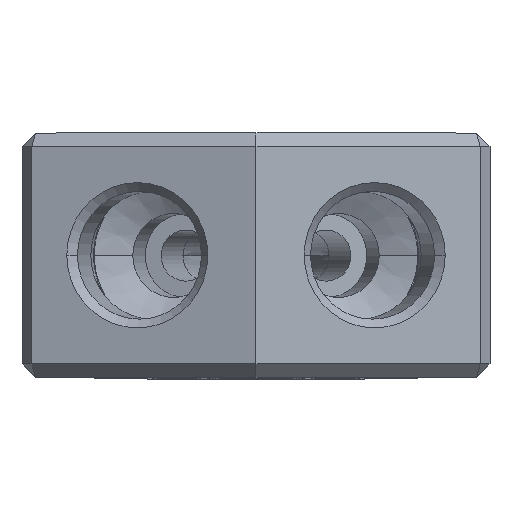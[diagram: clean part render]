
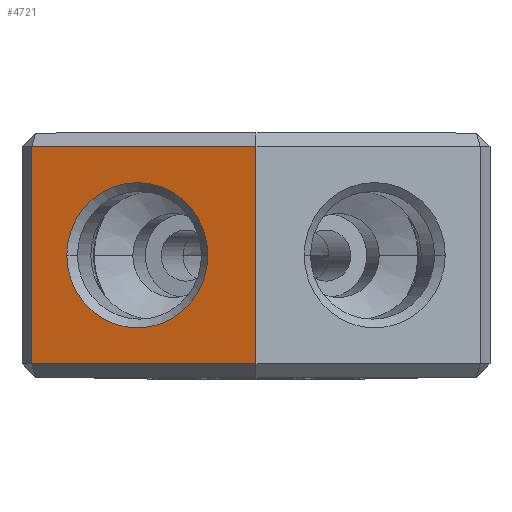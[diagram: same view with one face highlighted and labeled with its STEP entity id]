
A CAD part, top view. The second image highlights one B-rep face of the part: STEP entity #4721.
In plain terms, the highlighted planar face has unit normal (-0.242, 0, 0.97).
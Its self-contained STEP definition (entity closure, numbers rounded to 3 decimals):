
#2042 = PLANE('',#2043);
#2043 = AXIS2_PLACEMENT_3D('',#2044,#2045,#2046);
#2044 = CARTESIAN_POINT('',(0.091,-6.321,
    51.246));
#2045 = DIRECTION('',(0.171,0.707,-0.686));
#2046 = DIRECTION('',(-0.97,0.,-0.242)
  );
#3819 = VERTEX_POINT('',#3820);
#3820 = CARTESIAN_POINT('',(0.,-5.946,
    51.61));
#3843 = VERTEX_POINT('',#3844);
#3844 = CARTESIAN_POINT('',(-12.267,-5.946,
    48.552));
#3865 = EDGE_CURVE('',#3819,#3843,#3866,.T.);
#3866 = SURFACE_CURVE('',#3867,(#3871,#3878),.PCURVE_S1.);
#3867 = LINE('',#3868,#3869);
#3868 = CARTESIAN_POINT('',(0.,-5.946,
    51.61));
#3869 = VECTOR('',#3870,1.);
#3870 = DIRECTION('',(-0.97,0.,-0.242)
  );
#3871 = PCURVE('',#2042,#3872);
#3872 = DEFINITIONAL_REPRESENTATION('',(#3873),#3877);
#3873 = LINE('',#3874,#3875);
#3874 = CARTESIAN_POINT('',(0.,0.53));
#3875 = VECTOR('',#3876,1.);
#3876 = DIRECTION('',(1.,0.));
#3877 = ( GEOMETRIC_REPRESENTATION_CONTEXT(2) 
PARAMETRIC_REPRESENTATION_CONTEXT() REPRESENTATION_CONTEXT('2D SPACE',''
  ) );
#3878 = PCURVE('',#3879,#3884);
#3879 = PLANE('',#3880);
#3880 = AXIS2_PLACEMENT_3D('',#3881,#3882,#3883);
#3881 = CARTESIAN_POINT('',(-6.498,0.,
    49.99));
#3882 = DIRECTION('',(-0.242,0.,0.97));
#3883 = DIRECTION('',(0.97,0.,0.242));
#3884 = DEFINITIONAL_REPRESENTATION('',(#3885),#3889);
#3885 = LINE('',#3886,#3887);
#3886 = CARTESIAN_POINT('',(6.696,-5.946));
#3887 = VECTOR('',#3888,1.);
#3888 = DIRECTION('',(-1.,0.));
#3889 = ( GEOMETRIC_REPRESENTATION_CONTEXT(2) 
PARAMETRIC_REPRESENTATION_CONTEXT() REPRESENTATION_CONTEXT('2D SPACE',''
  ) );
#3933 = PLANE('',#3934);
#3934 = AXIS2_PLACEMENT_3D('',#3935,#3936,#3937);
#3935 = CARTESIAN_POINT('',(6.498,0.,
    49.99));
#3936 = DIRECTION('',(0.242,0.,0.97));
#3937 = DIRECTION('',(0.97,0.,-0.242));
#4570 = PLANE('',#4571);
#4571 = AXIS2_PLACEMENT_3D('',#4572,#4573,#4574);
#4572 = CARTESIAN_POINT('',(-12.541,6.696,
    48.097));
#4573 = DIRECTION('',(-0.857,0.,0.515));
#4574 = DIRECTION('',(0.,-1.,0.));
#4721 = ADVANCED_FACE('',(#4722,#4797),#3879,.T.);
#4722 = FACE_BOUND('',#4723,.T.);
#4723 = EDGE_LOOP('',(#4724,#4747,#4775,#4796));
#4724 = ORIENTED_EDGE('',*,*,#4725,.F.);
#4725 = EDGE_CURVE('',#4726,#3819,#4728,.T.);
#4726 = VERTEX_POINT('',#4727);
#4727 = CARTESIAN_POINT('',(0.,5.946,
    51.61));
#4728 = SURFACE_CURVE('',#4729,(#4733,#4740),.PCURVE_S1.);
#4729 = LINE('',#4730,#4731);
#4730 = CARTESIAN_POINT('',(0.,0.,51.61));
#4731 = VECTOR('',#4732,1.);
#4732 = DIRECTION('',(0.,-1.,0.));
#4733 = PCURVE('',#3879,#4734);
#4734 = DEFINITIONAL_REPRESENTATION('',(#4735),#4739);
#4735 = LINE('',#4736,#4737);
#4736 = CARTESIAN_POINT('',(6.696,0.));
#4737 = VECTOR('',#4738,1.);
#4738 = DIRECTION('',(0.,-1.));
#4739 = ( GEOMETRIC_REPRESENTATION_CONTEXT(2) 
PARAMETRIC_REPRESENTATION_CONTEXT() REPRESENTATION_CONTEXT('2D SPACE',''
  ) );
#4740 = PCURVE('',#3933,#4741);
#4741 = DEFINITIONAL_REPRESENTATION('',(#4742),#4746);
#4742 = LINE('',#4743,#4744);
#4743 = CARTESIAN_POINT('',(-6.696,0.));
#4744 = VECTOR('',#4745,1.);
#4745 = DIRECTION('',(0.,-1.));
#4746 = ( GEOMETRIC_REPRESENTATION_CONTEXT(2) 
PARAMETRIC_REPRESENTATION_CONTEXT() REPRESENTATION_CONTEXT('2D SPACE',''
  ) );
#4747 = ORIENTED_EDGE('',*,*,#4748,.T.);
#4748 = EDGE_CURVE('',#4726,#4749,#4751,.T.);
#4749 = VERTEX_POINT('',#4750);
#4750 = CARTESIAN_POINT('',(-12.267,5.946,
    48.552));
#4751 = SURFACE_CURVE('',#4752,(#4756,#4763),.PCURVE_S1.);
#4752 = LINE('',#4753,#4754);
#4753 = CARTESIAN_POINT('',(0.,5.946,
    51.61));
#4754 = VECTOR('',#4755,1.);
#4755 = DIRECTION('',(-0.97,0.,-0.242)
  );
#4756 = PCURVE('',#3879,#4757);
#4757 = DEFINITIONAL_REPRESENTATION('',(#4758),#4762);
#4758 = LINE('',#4759,#4760);
#4759 = CARTESIAN_POINT('',(6.696,5.946));
#4760 = VECTOR('',#4761,1.);
#4761 = DIRECTION('',(-1.,0.));
#4762 = ( GEOMETRIC_REPRESENTATION_CONTEXT(2) 
PARAMETRIC_REPRESENTATION_CONTEXT() REPRESENTATION_CONTEXT('2D SPACE',''
  ) );
#4763 = PCURVE('',#4764,#4769);
#4764 = PLANE('',#4765);
#4765 = AXIS2_PLACEMENT_3D('',#4766,#4767,#4768);
#4766 = CARTESIAN_POINT('',(0.091,6.321,
    51.246));
#4767 = DIRECTION('',(-0.171,0.707,0.686));
#4768 = DIRECTION('',(-0.97,0.,-0.242)
  );
#4769 = DEFINITIONAL_REPRESENTATION('',(#4770),#4774);
#4770 = LINE('',#4771,#4772);
#4771 = CARTESIAN_POINT('',(0.,0.53));
#4772 = VECTOR('',#4773,1.);
#4773 = DIRECTION('',(1.,0.));
#4774 = ( GEOMETRIC_REPRESENTATION_CONTEXT(2) 
PARAMETRIC_REPRESENTATION_CONTEXT() REPRESENTATION_CONTEXT('2D SPACE',''
  ) );
#4775 = ORIENTED_EDGE('',*,*,#4776,.T.);
#4776 = EDGE_CURVE('',#4749,#3843,#4777,.T.);
#4777 = SURFACE_CURVE('',#4778,(#4782,#4789),.PCURVE_S1.);
#4778 = LINE('',#4779,#4780);
#4779 = CARTESIAN_POINT('',(-12.267,6.696,
    48.552));
#4780 = VECTOR('',#4781,1.);
#4781 = DIRECTION('',(0.,-1.,0.));
#4782 = PCURVE('',#3879,#4783);
#4783 = DEFINITIONAL_REPRESENTATION('',(#4784),#4788);
#4784 = LINE('',#4785,#4786);
#4785 = CARTESIAN_POINT('',(-5.946,6.696));
#4786 = VECTOR('',#4787,1.);
#4787 = DIRECTION('',(0.,-1.));
#4788 = ( GEOMETRIC_REPRESENTATION_CONTEXT(2) 
PARAMETRIC_REPRESENTATION_CONTEXT() REPRESENTATION_CONTEXT('2D SPACE',''
  ) );
#4789 = PCURVE('',#4570,#4790);
#4790 = DEFINITIONAL_REPRESENTATION('',(#4791),#4795);
#4791 = LINE('',#4792,#4793);
#4792 = CARTESIAN_POINT('',(0.,0.53));
#4793 = VECTOR('',#4794,1.);
#4794 = DIRECTION('',(1.,0.));
#4795 = ( GEOMETRIC_REPRESENTATION_CONTEXT(2) 
PARAMETRIC_REPRESENTATION_CONTEXT() REPRESENTATION_CONTEXT('2D SPACE',''
  ) );
#4796 = ORIENTED_EDGE('',*,*,#3865,.F.);
#4797 = FACE_BOUND('',#4798,.T.);
#4798 = EDGE_LOOP('',(#4799,#4830));
#4799 = ORIENTED_EDGE('',*,*,#4800,.F.);
#4800 = EDGE_CURVE('',#4801,#4803,#4805,.T.);
#4801 = VERTEX_POINT('',#4802);
#4802 = CARTESIAN_POINT('',(-2.636,0.,
    50.953));
#4803 = VERTEX_POINT('',#4804);
#4804 = CARTESIAN_POINT('',(-10.359,0.,
    49.027));
#4805 = SURFACE_CURVE('',#4806,(#4811,#4818),.PCURVE_S1.);
#4806 = CIRCLE('',#4807,3.98);
#4807 = AXIS2_PLACEMENT_3D('',#4808,#4809,#4810);
#4808 = CARTESIAN_POINT('',(-6.498,0.,
    49.99));
#4809 = DIRECTION('',(-0.242,0.,0.97));
#4810 = DIRECTION('',(0.97,0.,0.242));
#4811 = PCURVE('',#3879,#4812);
#4812 = DEFINITIONAL_REPRESENTATION('',(#4813),#4817);
#4813 = CIRCLE('',#4814,3.98);
#4814 = AXIS2_PLACEMENT_2D('',#4815,#4816);
#4815 = CARTESIAN_POINT('',(0.,0.));
#4816 = DIRECTION('',(1.,0.));
#4817 = ( GEOMETRIC_REPRESENTATION_CONTEXT(2) 
PARAMETRIC_REPRESENTATION_CONTEXT() REPRESENTATION_CONTEXT('2D SPACE',''
  ) );
#4818 = PCURVE('',#4819,#4824);
#4819 = CONICAL_SURFACE('',#4820,3.5,0.785);
#4820 = AXIS2_PLACEMENT_3D('',#4821,#4822,#4823);
#4821 = CARTESIAN_POINT('',(-6.381,0.,
    49.525));
#4822 = DIRECTION('',(-0.242,0.,0.97));
#4823 = DIRECTION('',(0.97,0.,0.242));
#4824 = DEFINITIONAL_REPRESENTATION('',(#4825),#4829);
#4825 = LINE('',#4826,#4827);
#4826 = CARTESIAN_POINT('',(-6.283,0.48));
#4827 = VECTOR('',#4828,1.);
#4828 = DIRECTION('',(1.,-0.));
#4829 = ( GEOMETRIC_REPRESENTATION_CONTEXT(2) 
PARAMETRIC_REPRESENTATION_CONTEXT() REPRESENTATION_CONTEXT('2D SPACE',''
  ) );
#4830 = ORIENTED_EDGE('',*,*,#4831,.T.);
#4831 = EDGE_CURVE('',#4801,#4803,#4832,.T.);
#4832 = SURFACE_CURVE('',#4833,(#4838,#4849),.PCURVE_S1.);
#4833 = CIRCLE('',#4834,3.98);
#4834 = AXIS2_PLACEMENT_3D('',#4835,#4836,#4837);
#4835 = CARTESIAN_POINT('',(-6.498,0.,
    49.99));
#4836 = DIRECTION('',(0.242,0.,-0.97));
#4837 = DIRECTION('',(0.97,0.,0.242));
#4838 = PCURVE('',#3879,#4839);
#4839 = DEFINITIONAL_REPRESENTATION('',(#4840),#4848);
#4840 = ( BOUNDED_CURVE() B_SPLINE_CURVE(2,(#4841,#4842,#4843,#4844,
#4845,#4846,#4847),.UNSPECIFIED.,.T.,.F.) B_SPLINE_CURVE_WITH_KNOTS((1,2
    ,2,2,2,1),(-2.094,0.,2.094,4.189,
6.283,8.378),.UNSPECIFIED.) CURVE() 
GEOMETRIC_REPRESENTATION_ITEM() RATIONAL_B_SPLINE_CURVE((1.,0.5,1.,0.5,
1.,0.5,1.)) REPRESENTATION_ITEM('') );
#4841 = CARTESIAN_POINT('',(3.98,0.));
#4842 = CARTESIAN_POINT('',(3.98,-6.894));
#4843 = CARTESIAN_POINT('',(-1.99,-3.447));
#4844 = CARTESIAN_POINT('',(-7.96,0.));
#4845 = CARTESIAN_POINT('',(-1.99,3.447));
#4846 = CARTESIAN_POINT('',(3.98,6.894));
#4847 = CARTESIAN_POINT('',(3.98,0.));
#4848 = ( GEOMETRIC_REPRESENTATION_CONTEXT(2) 
PARAMETRIC_REPRESENTATION_CONTEXT() REPRESENTATION_CONTEXT('2D SPACE',''
  ) );
#4849 = PCURVE('',#4850,#4855);
#4850 = CONICAL_SURFACE('',#4851,3.5,0.785);
#4851 = AXIS2_PLACEMENT_3D('',#4852,#4853,#4854);
#4852 = CARTESIAN_POINT('',(-6.381,0.,
    49.525));
#4853 = DIRECTION('',(-0.242,0.,0.97)
  );
#4854 = DIRECTION('',(0.97,0.,0.242));
#4855 = DEFINITIONAL_REPRESENTATION('',(#4856),#4860);
#4856 = LINE('',#4857,#4858);
#4857 = CARTESIAN_POINT('',(6.283,0.48));
#4858 = VECTOR('',#4859,1.);
#4859 = DIRECTION('',(-1.,-0.));
#4860 = ( GEOMETRIC_REPRESENTATION_CONTEXT(2) 
PARAMETRIC_REPRESENTATION_CONTEXT() REPRESENTATION_CONTEXT('2D SPACE',''
  ) );
